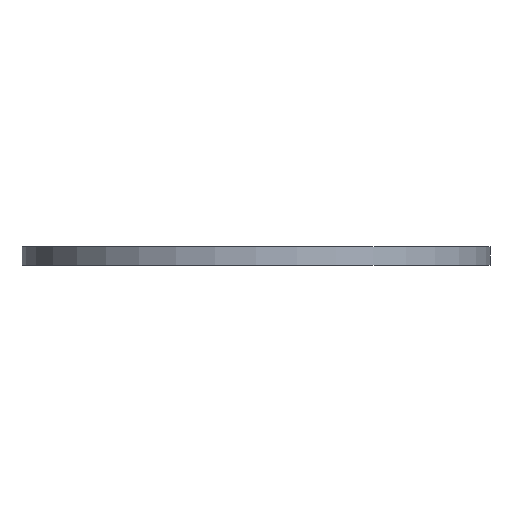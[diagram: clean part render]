
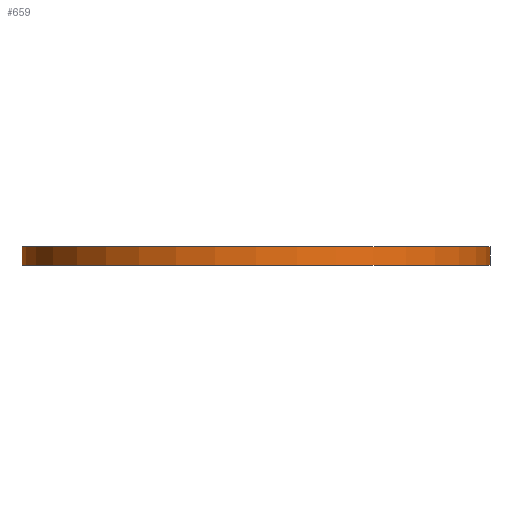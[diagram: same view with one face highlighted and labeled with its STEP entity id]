
A CAD part, front view. The second image highlights one B-rep face of the part: STEP entity #659.
In plain terms, the highlighted cylindrical face has radius 125 mm (diameter 250 mm), a partial arc.
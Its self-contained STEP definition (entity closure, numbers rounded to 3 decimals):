
#153 = ORIENTED_EDGE ( 'NONE', *, *, #1147, .F. ) ;
#428 = CARTESIAN_POINT ( 'NONE',  ( 0., 0., 0. ) ) ;
#445 = DIRECTION ( 'NONE',  ( 1., 0., 0. ) ) ;
#568 = CARTESIAN_POINT ( 'NONE',  ( -125., 0., 0. ) ) ;
#659 = ADVANCED_FACE ( 'NONE', ( #1515 ), #1946, .T. ) ;
#778 = CIRCLE ( 'NONE', #1504, 125. ) ;
#957 = EDGE_LOOP ( 'NONE', ( #153, #1686, #2562, #2787 ) ) ;
#961 = CARTESIAN_POINT ( 'NONE',  ( 0., 0., 10. ) ) ;
#1147 = EDGE_CURVE ( 'NONE', #2881, #2416, #2427, .T. ) ;
#1269 = VECTOR ( 'NONE', #3159, 1000. ) ;
#1285 = VECTOR ( 'NONE', #3146, 1000. ) ;
#1324 = CARTESIAN_POINT ( 'NONE',  ( 125., 0., 10. ) ) ;
#1504 = AXIS2_PLACEMENT_3D ( 'NONE', #428, #2453, #1713 ) ;
#1515 = FACE_OUTER_BOUND ( 'NONE', #957, .T. ) ;
#1542 = EDGE_CURVE ( 'NONE', #1692, #2416, #778, .T. ) ;
#1686 = ORIENTED_EDGE ( 'NONE', *, *, #2831, .F. ) ;
#1692 = VERTEX_POINT ( 'NONE', #568 ) ;
#1713 = DIRECTION ( 'NONE',  ( 1., 0., 0. ) ) ;
#1717 = EDGE_CURVE ( 'NONE', #1728, #1692, #1931, .T. ) ;
#1727 = DIRECTION ( 'NONE',  ( 0., 0., 1. ) ) ;
#1728 = VERTEX_POINT ( 'NONE', #1851 ) ;
#1752 = AXIS2_PLACEMENT_3D ( 'NONE', #961, #1727, #445 ) ;
#1851 = CARTESIAN_POINT ( 'NONE',  ( -125., 0., 10. ) ) ;
#1882 = CIRCLE ( 'NONE', #1752, 125. ) ;
#1931 = LINE ( 'NONE', #2099, #1269 ) ;
#1946 = CYLINDRICAL_SURFACE ( 'NONE', #3067, 125. ) ;
#2099 = CARTESIAN_POINT ( 'NONE',  ( -125., 0., 10. ) ) ;
#2416 = VERTEX_POINT ( 'NONE', #2730 ) ;
#2427 = LINE ( 'NONE', #1324, #1285 ) ;
#2453 = DIRECTION ( 'NONE',  ( 0., 0., 1. ) ) ;
#2562 = ORIENTED_EDGE ( 'NONE', *, *, #1717, .T. ) ;
#2664 = CARTESIAN_POINT ( 'NONE',  ( 0., 0., 10. ) ) ;
#2677 = DIRECTION ( 'NONE',  ( -1., 0., 0. ) ) ;
#2730 = CARTESIAN_POINT ( 'NONE',  ( 125., 0., 0. ) ) ;
#2787 = ORIENTED_EDGE ( 'NONE', *, *, #1542, .T. ) ;
#2831 = EDGE_CURVE ( 'NONE', #1728, #2881, #1882, .T. ) ;
#2881 = VERTEX_POINT ( 'NONE', #2982 ) ;
#2922 = DIRECTION ( 'NONE',  ( 0., 0., -1. ) ) ;
#2982 = CARTESIAN_POINT ( 'NONE',  ( 125., 0., 10. ) ) ;
#3067 = AXIS2_PLACEMENT_3D ( 'NONE', #2664, #2922, #2677 ) ;
#3146 = DIRECTION ( 'NONE',  ( 0., 0., -1. ) ) ;
#3159 = DIRECTION ( 'NONE',  ( 0., 0., -1. ) ) ;
